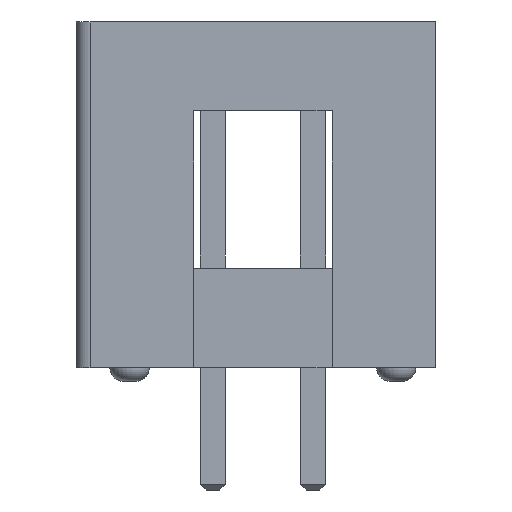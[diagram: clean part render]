
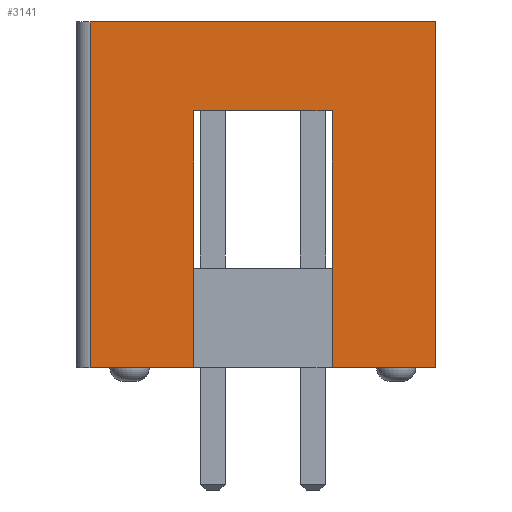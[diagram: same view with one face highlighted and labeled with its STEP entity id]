
A CAD part, left-side view. The second image highlights one B-rep face of the part: STEP entity #3141.
In plain terms, the highlighted planar face has unit normal (-1, 0, 0).
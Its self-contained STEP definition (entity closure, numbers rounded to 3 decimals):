
#3141=ADVANCED_FACE('',(#7450),#7452,.F.);
#7450=FACE_BOUND('',#7451,.T.);
#7451=EDGE_LOOP('',(#11031,#11032,#11033,#11034,#11035,#11036,#11037,#11038));
#7452=PLANE('',#7453);
#7453=AXIS2_PLACEMENT_3D('',#7454,#7455,#7456);
#7454=CARTESIAN_POINT('',(-16.51,8.75,-4.375));
#7455=DIRECTION('',(1.,0.,0.));
#7456=DIRECTION('',(0.,0.,-1.));
#11031=ORIENTED_EDGE('',*,*,#12882,.T.);
#11032=ORIENTED_EDGE('',*,*,#12883,.T.);
#11033=ORIENTED_EDGE('',*,*,#12884,.T.);
#11034=ORIENTED_EDGE('',*,*,#12885,.T.);
#11035=ORIENTED_EDGE('',*,*,#12886,.T.);
#11036=ORIENTED_EDGE('',*,*,#12887,.F.);
#11037=ORIENTED_EDGE('',*,*,#12888,.F.);
#11038=ORIENTED_EDGE('',*,*,#12867,.T.);
#12867=EDGE_CURVE('',#14460,#14462,#14464,.T.);
#12882=EDGE_CURVE('',#14462,#14491,#14492,.T.);
#12883=EDGE_CURVE('',#14491,#14493,#14494,.T.);
#12884=EDGE_CURVE('',#14493,#14495,#14496,.T.);
#12885=EDGE_CURVE('',#14495,#14497,#14498,.T.);
#12886=EDGE_CURVE('',#14497,#14499,#14500,.T.);
#12887=EDGE_CURVE('',#14501,#14499,#14502,.T.);
#12888=EDGE_CURVE('',#14460,#14501,#14503,.T.);
#14460=VERTEX_POINT('',#17857);
#14462=VERTEX_POINT('',#17861);
#14464=LINE('',#17865,#17866);
#14491=VERTEX_POINT('',#17922);
#14492=LINE('',#17923,#17924);
#14493=VERTEX_POINT('',#17926);
#14494=LINE('',#17927,#17928);
#14495=VERTEX_POINT('',#17930);
#14496=LINE('',#17931,#17932);
#14497=VERTEX_POINT('',#17934);
#14498=LINE('',#17935,#17936);
#14499=VERTEX_POINT('',#17938);
#14500=LINE('',#17939,#17940);
#14501=VERTEX_POINT('',#17942);
#14502=LINE('',#17943,#17944);
#14503=LINE('',#17946,#17947);
#17857=CARTESIAN_POINT('',(-16.51,8.75,-4.375));
#17861=CARTESIAN_POINT('',(-16.51,0.,-4.375));
#17865=CARTESIAN_POINT('',(-16.51,8.75,-4.375));
#17866=VECTOR('',#17867,1.);
#17867=DIRECTION('',(0.,-1.,0.));
#17922=CARTESIAN_POINT('',(-16.51,0.,-1.75));
#17923=CARTESIAN_POINT('',(-16.51,0.,-4.375));
#17924=VECTOR('',#17925,1.);
#17925=DIRECTION('',(0.,0.,1.));
#17926=CARTESIAN_POINT('',(-16.51,6.5,-1.75));
#17927=CARTESIAN_POINT('',(-16.51,0.,-1.75));
#17928=VECTOR('',#17929,1.);
#17929=DIRECTION('',(0.,1.,0.));
#17930=CARTESIAN_POINT('',(-16.51,6.5,1.75));
#17931=CARTESIAN_POINT('',(-16.51,6.5,-1.75));
#17932=VECTOR('',#17933,1.);
#17933=DIRECTION('',(0.,0.,1.));
#17934=CARTESIAN_POINT('',(-16.51,0.,1.75));
#17935=CARTESIAN_POINT('',(-16.51,6.5,1.75));
#17936=VECTOR('',#17937,1.);
#17937=DIRECTION('',(0.,-1.,0.));
#17938=CARTESIAN_POINT('',(-16.51,0.,4.375));
#17939=CARTESIAN_POINT('',(-16.51,0.,1.75));
#17940=VECTOR('',#17941,1.);
#17941=DIRECTION('',(0.,0.,1.));
#17942=CARTESIAN_POINT('',(-16.51,8.75,4.375));
#17943=CARTESIAN_POINT('',(-16.51,8.75,4.375));
#17944=VECTOR('',#17945,1.);
#17945=DIRECTION('',(0.,-1.,0.));
#17946=CARTESIAN_POINT('',(-16.51,8.75,-4.375));
#17947=VECTOR('',#17948,1.);
#17948=DIRECTION('',(0.,0.,1.));
